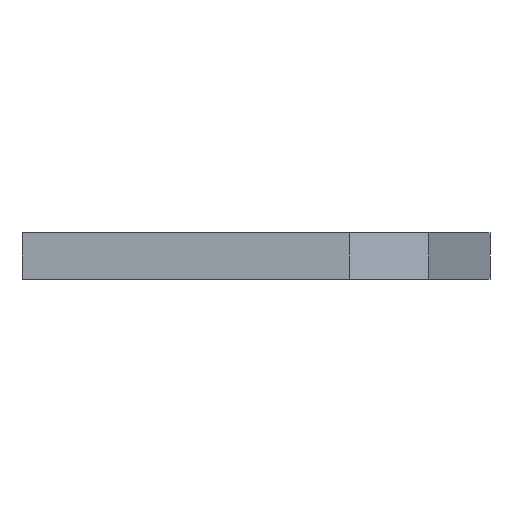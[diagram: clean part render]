
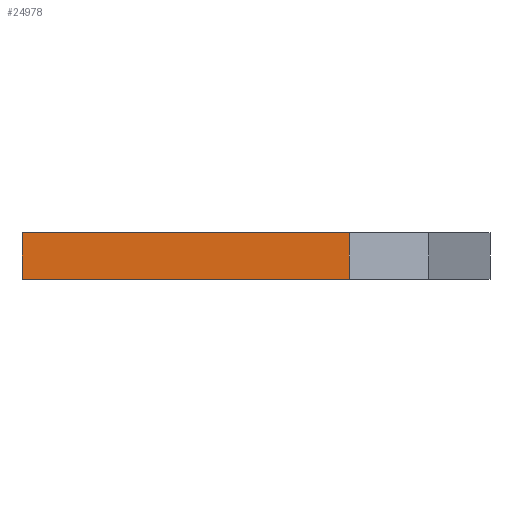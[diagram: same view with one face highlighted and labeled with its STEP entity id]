
A CAD part, left-side view. The second image highlights one B-rep face of the part: STEP entity #24978.
In plain terms, the highlighted planar face has unit normal (-1, 0, 0).
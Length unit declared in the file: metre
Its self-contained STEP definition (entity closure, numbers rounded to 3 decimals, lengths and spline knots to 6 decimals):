
#1610=ORIENTED_EDGE('',*,*,#9080,.T.);
#1611=ORIENTED_EDGE('',*,*,#9079,.F.);
#1612=ORIENTED_EDGE('',*,*,#9081,.F.);
#1613=ORIENTED_EDGE('',*,*,#9082,.T.);
#9079=EDGE_CURVE('',#12811,#12808,#15309,.T.);
#9080=EDGE_CURVE('',#12812,#12808,#15310,.T.);
#9081=EDGE_CURVE('',#12813,#12811,#15311,.T.);
#9082=EDGE_CURVE('',#12813,#12812,#15312,.T.);
#12808=VERTEX_POINT('',#37071);
#12811=VERTEX_POINT('',#37076);
#12812=VERTEX_POINT('',#37080);
#12813=VERTEX_POINT('',#37082);
#15309=LINE('',#37077,#18087);
#15310=LINE('',#37079,#18088);
#15311=LINE('',#37081,#18089);
#15312=LINE('',#37083,#18090);
#18087=VECTOR('',#29492,1.);
#18088=VECTOR('',#29495,1.);
#18089=VECTOR('',#29496,1.);
#18090=VECTOR('',#29497,1.);
#20848=EDGE_LOOP('',(#1610,#1611,#1612,#1613));
#22466=FACE_BOUND('',#20848,.T.);
#24084=PLANE('',#27060);
#24978=ADVANCED_FACE('',(#22466),#24084,.F.);
#27060=AXIS2_PLACEMENT_3D('',#37078,#29493,#29494);
#29492=DIRECTION('',(0.,0.,1.));
#29493=DIRECTION('',(1.,0.,0.));
#29494=DIRECTION('',(0.,0.,-1.));
#29495=DIRECTION('',(0.,1.,0.));
#29496=DIRECTION('',(0.,1.,0.));
#29497=DIRECTION('',(0.,0.,1.));
#37071=CARTESIAN_POINT('',(-0.182975,0.060289,0.002));
#37076=CARTESIAN_POINT('',(-0.182975,0.060289,-0.01));
#37077=CARTESIAN_POINT('',(-0.182975,0.060289,-0.01));
#37078=CARTESIAN_POINT('',(-0.182975,0.017953,-0.01));
#37079=CARTESIAN_POINT('',(-0.182975,0.017953,0.002));
#37080=CARTESIAN_POINT('',(-0.182975,-0.024383,0.002));
#37081=CARTESIAN_POINT('',(-0.182975,0.017953,-0.01));
#37082=CARTESIAN_POINT('',(-0.182975,-0.024383,-0.01));
#37083=CARTESIAN_POINT('',(-0.182975,-0.024383,-0.01));
